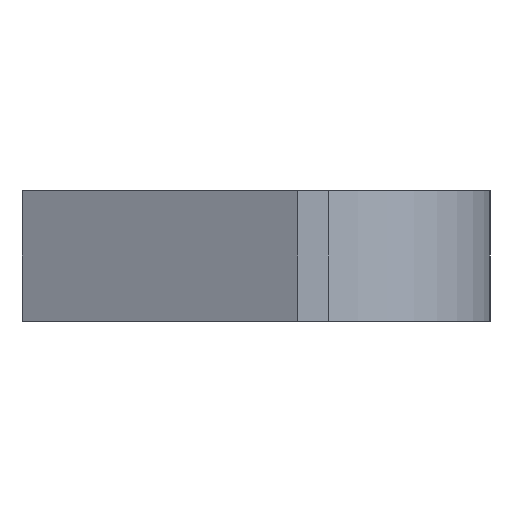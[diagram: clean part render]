
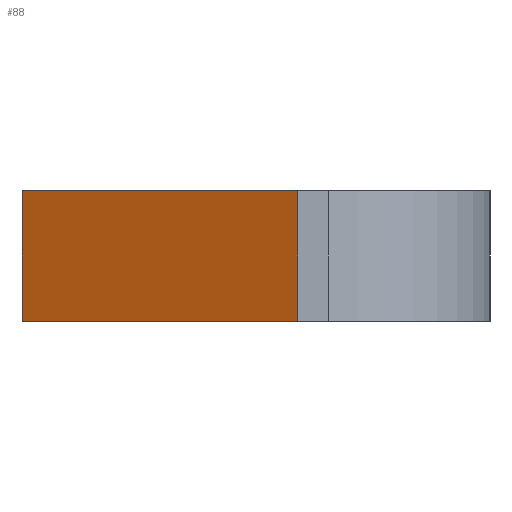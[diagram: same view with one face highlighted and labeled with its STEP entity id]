
A CAD part, left-side view. The second image highlights one B-rep face of the part: STEP entity #88.
In plain terms, the highlighted planar face has unit normal (-0.906, 0.423, 0).
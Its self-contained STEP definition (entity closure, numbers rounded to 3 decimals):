
#12 = ORIENTED_EDGE ( 'NONE', *, *, #4251, .F. ) ;
#80 = ORIENTED_EDGE ( 'NONE', *, *, #430, .F. ) ;
#88 = ADVANCED_FACE ( 'NONE', ( #1704 ), #2013, .F. ) ;
#110 = EDGE_CURVE ( 'NONE', #3028, #2504, #451, .T. ) ;
#217 = ORIENTED_EDGE ( 'NONE', *, *, #2471, .T. ) ;
#319 = DIRECTION ( 'NONE',  ( 0.423, 0.906, 0. ) ) ;
#339 = CARTESIAN_POINT ( 'NONE',  ( 111.442, 202.392, 0. ) ) ;
#356 = DIRECTION ( 'NONE',  ( 0.906, -0.423, 0. ) ) ;
#430 = EDGE_CURVE ( 'NONE', #3986, #5391, #5358, .T. ) ;
#451 = LINE ( 'NONE', #5367, #2548 ) ;
#882 = ORIENTED_EDGE ( 'NONE', *, *, #110, .T. ) ;
#897 = VECTOR ( 'NONE', #4360, 1000. ) ;
#1047 = CARTESIAN_POINT ( 'NONE',  ( 111.442, 202.392, 5.5 ) ) ;
#1321 = CARTESIAN_POINT ( 'NONE',  ( 111.442, 202.392, 5.5 ) ) ;
#1451 = CARTESIAN_POINT ( 'NONE',  ( 111.442, 202.392, 0. ) ) ;
#1543 = DIRECTION ( 'NONE',  ( -0.423, -0.906, 0. ) ) ;
#1704 = FACE_OUTER_BOUND ( 'NONE', #3923, .T. ) ;
#1953 = DIRECTION ( 'NONE',  ( 0., 0., -1. ) ) ;
#2013 = PLANE ( 'NONE',  #4351 ) ;
#2156 = LINE ( 'NONE', #1047, #897 ) ;
#2471 = EDGE_CURVE ( 'NONE', #2504, #5391, #3297, .T. ) ;
#2504 = VERTEX_POINT ( 'NONE', #339 ) ;
#2548 = VECTOR ( 'NONE', #5041, 1000. ) ;
#3028 = VERTEX_POINT ( 'NONE', #3298 ) ;
#3192 = VECTOR ( 'NONE', #1953, 1000. ) ;
#3297 = LINE ( 'NONE', #1451, #5331 ) ;
#3298 = CARTESIAN_POINT ( 'NONE',  ( 111.442, 202.392, 5.5 ) ) ;
#3351 = CARTESIAN_POINT ( 'NONE',  ( 106.025, 190.777, 5.5 ) ) ;
#3513 = CARTESIAN_POINT ( 'NONE',  ( 106.025, 190.777, 0. ) ) ;
#3923 = EDGE_LOOP ( 'NONE', ( #217, #80, #12, #882 ) ) ;
#3986 = VERTEX_POINT ( 'NONE', #5017 ) ;
#4251 = EDGE_CURVE ( 'NONE', #3028, #3986, #2156, .T. ) ;
#4351 = AXIS2_PLACEMENT_3D ( 'NONE', #1321, #356, #319 ) ;
#4360 = DIRECTION ( 'NONE',  ( -0.423, -0.906, 0. ) ) ;
#5017 = CARTESIAN_POINT ( 'NONE',  ( 106.025, 190.777, 5.5 ) ) ;
#5041 = DIRECTION ( 'NONE',  ( 0., 0., -1. ) ) ;
#5331 = VECTOR ( 'NONE', #1543, 1000. ) ;
#5358 = LINE ( 'NONE', #3351, #3192 ) ;
#5367 = CARTESIAN_POINT ( 'NONE',  ( 111.442, 202.392, 5.5 ) ) ;
#5391 = VERTEX_POINT ( 'NONE', #3513 ) ;
